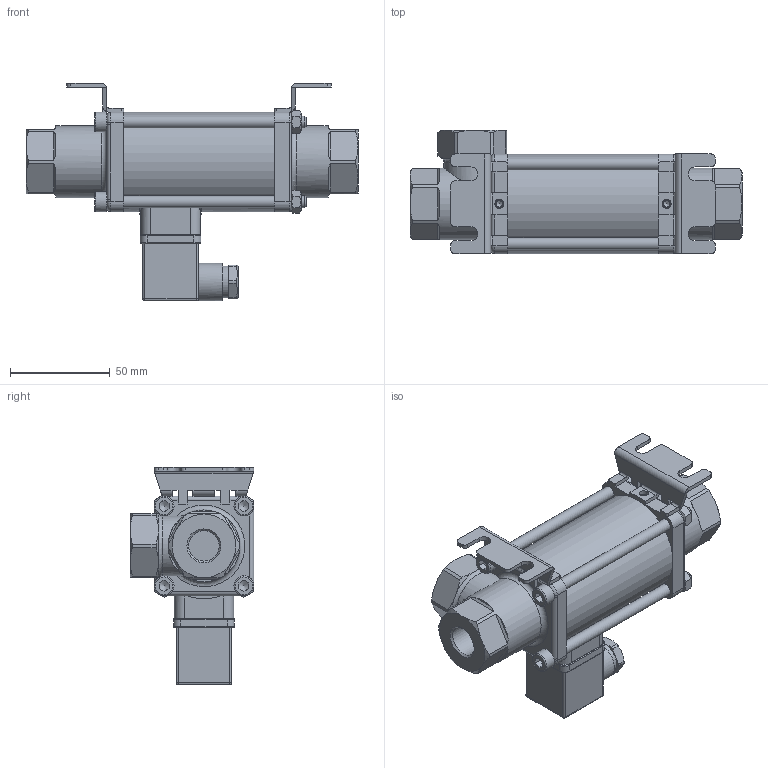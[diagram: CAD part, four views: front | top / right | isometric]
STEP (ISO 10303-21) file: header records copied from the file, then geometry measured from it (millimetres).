
FILE_DESCRIPTION(/* description */ (''),/* implementation_level */ '2;1');
FILE_NAME(/* name */ 'Typ 370 DN10 G38 + Haltewinkel.stp',/* time_stamp */ '2018-11-28T16:18:51+01:00',/* author */ ('scanivar'),/* organization */ (''),/* preprocessor_version */ 'ST-DEVELOPER v15.2',/* originating_system */ 'Autodesk Inventor 2014',/* authorisation */ '');
FILE_SCHEMA (('AUTOMOTIVE_DESIGN { 1 0 10303 214 3 1 1 }'));
Length unit declared in the file: centimetre
Products named in the file (1): BG-93701005
Bounding box: 166.5 x 62 x 109.2 mm (x, y, z)
Volume: 327084.4 mm3; surface area: 57361 mm2
Topology: 1 solids, 1 shells, 493 faces, 1319 edges, 821 vertices
Faces by surface type: plane 258, cylinder 140, cone 57, torus 32, sphere 5, bspline 1
Full cylindrical faces by diameter (mm): 2.5 x1, 3.242 x2, 4.5 x2, 6 x8, 6.5 x8, 7.2 x1, 9.6 x1, 10 x4, 14.95 x1, 15.25 x2, 16 x1, 18.9 x1, 36 x2, 50 x1
Entity records: 15495 total; most frequent: CARTESIAN_POINT 3360, DIRECTION 2420, ORIENTED_EDGE 2406, EDGE_CURVE 1203, AXIS2_PLACEMENT_3D 918, VERTEX_POINT 781, EDGE_LOOP 603, LINE 584
